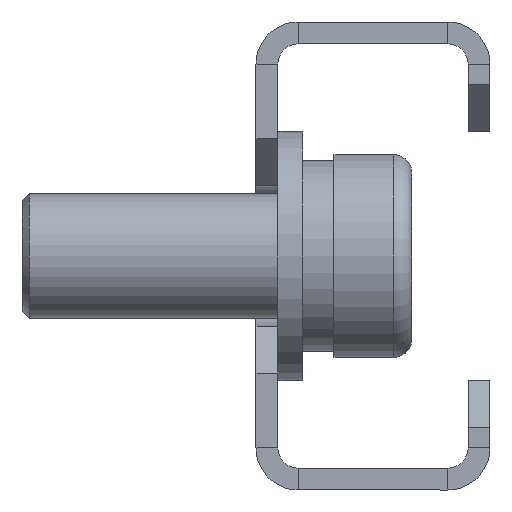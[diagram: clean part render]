
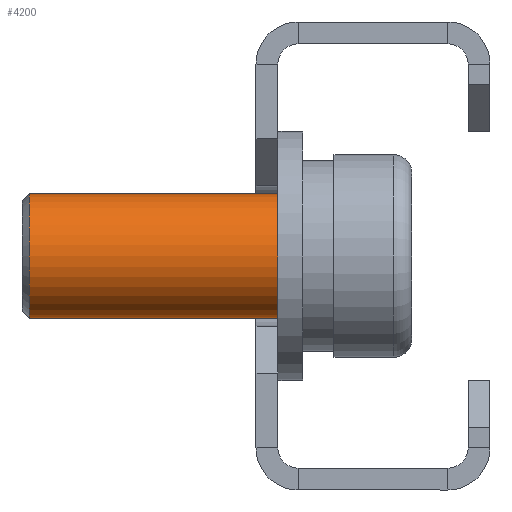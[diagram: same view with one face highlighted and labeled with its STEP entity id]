
A CAD part, left-side view. The second image highlights one B-rep face of the part: STEP entity #4200.
In plain terms, the highlighted cylindrical face has radius 4 mm (diameter 8 mm), a partial arc.
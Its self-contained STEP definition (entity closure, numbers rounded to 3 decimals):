
#141 = AXIS2_PLACEMENT_3D ( 'NONE', #457, #3947, #885 ) ;
#276 = CYLINDRICAL_SURFACE ( 'NONE', #3021, 4. ) ;
#457 = CARTESIAN_POINT ( 'NONE',  ( 24.537, 0., 0. ) ) ;
#626 = FACE_OUTER_BOUND ( 'NONE', #4983, .T. ) ;
#662 = EDGE_CURVE ( '������7', #2586, #3323, #1716, .T. ) ;
#745 = CARTESIAN_POINT ( 'NONE',  ( 5.6, 0., 4. ) ) ;
#793 = CARTESIAN_POINT ( 'NONE',  ( 24.537, 0., -4. ) ) ;
#844 = CARTESIAN_POINT ( 'NONE',  ( 5.6, 0., 0. ) ) ;
#885 = DIRECTION ( 'NONE',  ( 0., 0., 1. ) ) ;
#991 = EDGE_CURVE ( 'NONE', #3323, #3407, #3972, .T. ) ;
#1411 = EDGE_CURVE ( 'NONE', #2586, #1862, #2875, .T. ) ;
#1716 = CIRCLE ( 'NONE', #141, 4. ) ;
#1757 = DIRECTION ( 'NONE',  ( 0., 0., -1. ) ) ;
#1862 = VERTEX_POINT ( 'NONE', #745 ) ;
#1870 = ORIENTED_EDGE ( 'NONE', *, *, #662, .T. ) ;
#2412 = CARTESIAN_POINT ( 'NONE',  ( 24.537, 0., 4. ) ) ;
#2501 = ORIENTED_EDGE ( 'NONE', *, *, #991, .T. ) ;
#2586 = VERTEX_POINT ( 'NONE', #2412 ) ;
#2875 = LINE ( 'NONE', #5152, #5028 ) ;
#2977 = CIRCLE ( 'NONE', #3176, 4. ) ;
#3010 = CARTESIAN_POINT ( 'NONE',  ( -31.75, 0., -4. ) ) ;
#3021 = AXIS2_PLACEMENT_3D ( 'NONE', #3148, #4434, #4741 ) ;
#3148 = CARTESIAN_POINT ( 'NONE',  ( -31.75, 0., 0. ) ) ;
#3176 = AXIS2_PLACEMENT_3D ( 'NONE', #844, #4829, #1757 ) ;
#3227 = VECTOR ( 'NONE', #5637, 1000. ) ;
#3310 = ORIENTED_EDGE ( 'NONE', *, *, #5172, .T. ) ;
#3323 = VERTEX_POINT ( 'NONE', #793 ) ;
#3407 = VERTEX_POINT ( 'NONE', #5188 ) ;
#3947 = DIRECTION ( 'NONE',  ( -1., 0., 0. ) ) ;
#3972 = LINE ( 'NONE', #3010, #3227 ) ;
#4200 = ADVANCED_FACE ( '�����3', ( #626 ), #276, .T. ) ;
#4339 = ORIENTED_EDGE ( 'NONE', *, *, #1411, .F. ) ;
#4434 = DIRECTION ( 'NONE',  ( -1., 0., 0. ) ) ;
#4741 = DIRECTION ( 'NONE',  ( 0., 0., 1. ) ) ;
#4829 = DIRECTION ( 'NONE',  ( 1., 0., 0. ) ) ;
#4983 = EDGE_LOOP ( 'NONE', ( #1870, #2501, #3310, #4339 ) ) ;
#5028 = VECTOR ( 'NONE', #5613, 1000. ) ;
#5152 = CARTESIAN_POINT ( 'NONE',  ( -31.75, 0., 4. ) ) ;
#5172 = EDGE_CURVE ( '������14', #3407, #1862, #2977, .T. ) ;
#5188 = CARTESIAN_POINT ( 'NONE',  ( 5.6, 0., -4. ) ) ;
#5613 = DIRECTION ( 'NONE',  ( -1., 0., 0. ) ) ;
#5637 = DIRECTION ( 'NONE',  ( -1., 0., 0. ) ) ;
